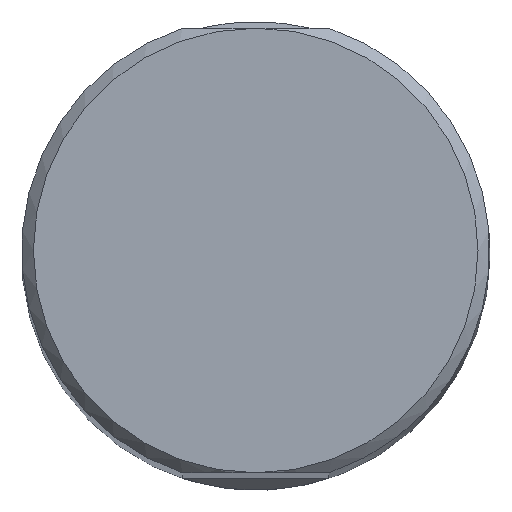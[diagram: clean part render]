
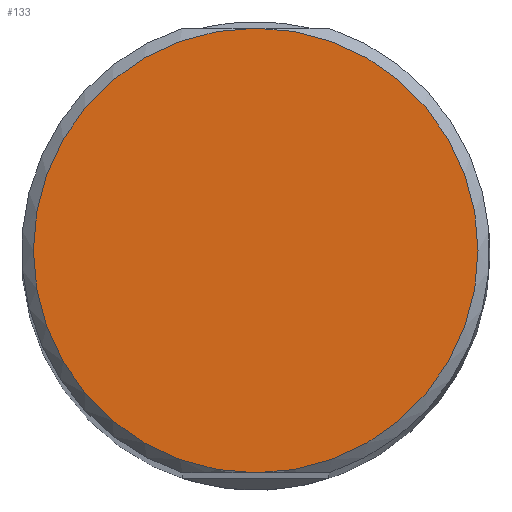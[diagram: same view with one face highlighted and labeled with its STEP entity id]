
A CAD part, top view. The second image highlights one B-rep face of the part: STEP entity #133.
In plain terms, the highlighted planar face has unit normal (0, 0, 1).
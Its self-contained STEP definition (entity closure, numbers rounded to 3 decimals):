
#133=ADVANCED_FACE('',(#171),#156,.F.);
#156=PLANE('',#510);
#171=FACE_OUTER_BOUND('',#197,.T.);
#197=EDGE_LOOP('',(#246,#247));
#246=ORIENTED_EDGE('',*,*,#404,.T.);
#247=ORIENTED_EDGE('',*,*,#403,.T.);
#361=VERTEX_POINT('',#729);
#362=VERTEX_POINT('',#734);
#403=EDGE_CURVE('',#361,#362,#449,.T.);
#404=EDGE_CURVE('',#362,#361,#450,.T.);
#449=CIRCLE('',#507,28.5);
#450=CIRCLE('',#509,28.5);
#507=AXIS2_PLACEMENT_3D('',#735,#587,#588);
#509=AXIS2_PLACEMENT_3D('',#737,#591,#592);
#510=AXIS2_PLACEMENT_3D('',#738,#593,#594);
#587=DIRECTION('',(0.,0.,1.));
#588=DIRECTION('',(-1.,0.,0.));
#591=DIRECTION('',(0.,0.,1.));
#592=DIRECTION('',(-1.,0.,0.));
#593=DIRECTION('',(0.,0.,-1.));
#594=DIRECTION('',(1.,0.,0.));
#729=CARTESIAN_POINT('',(0.,28.5,240.));
#734=CARTESIAN_POINT('',(0.,-28.5,240.));
#735=CARTESIAN_POINT('',(0.,0.,240.));
#737=CARTESIAN_POINT('',(0.,0.,240.));
#738=CARTESIAN_POINT('',(30.,0.,240.));
